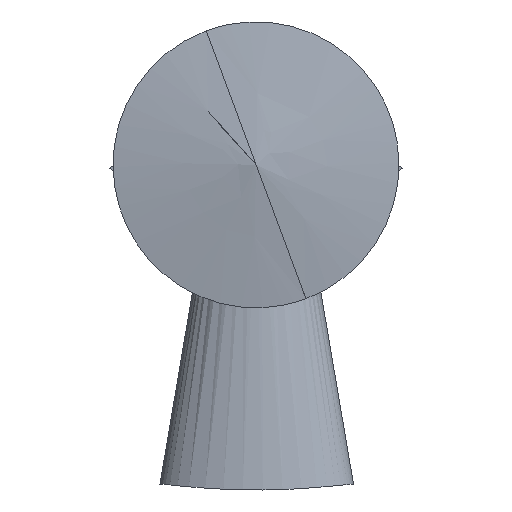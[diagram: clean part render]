
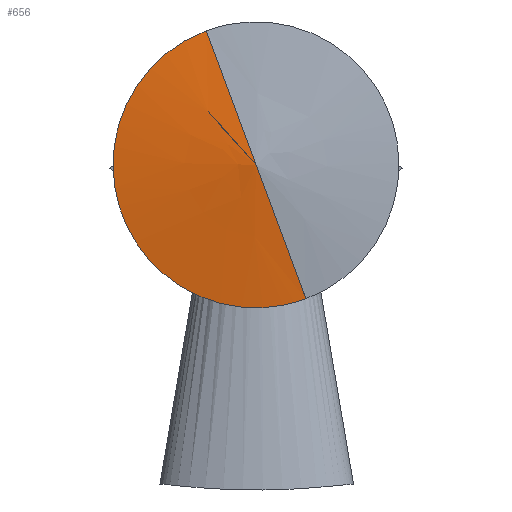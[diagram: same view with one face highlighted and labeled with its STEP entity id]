
A CAD part, top view. The second image highlights one B-rep face of the part: STEP entity #656.
In plain terms, the highlighted free-form (B-spline) face has degree [1, 2] with [2, 5] control points.
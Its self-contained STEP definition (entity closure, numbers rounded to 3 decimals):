
#656=ADVANCED_FACE('',(#1824),#21020,.T.);
#1824=FACE_OUTER_BOUND('',#2996,.T.);
#2996=EDGE_LOOP('',(#4318,#4319,#4320));
#4318=ORIENTED_EDGE('',*,*,#11111,.F.);
#4319=ORIENTED_EDGE('',*,*,#11197,.T.);
#4320=ORIENTED_EDGE('',*,*,#11109,.F.);
#11109=EDGE_CURVE('',#18071,#18072,#17918,.T.);
#11111=EDGE_CURVE('',#18073,#18071,#17920,.T.);
#11197=EDGE_CURVE('',#18073,#18072,#17986,.T.);
#17918=(
BOUNDED_CURVE()
B_SPLINE_CURVE(1,(#22639,#22640),.UNSPECIFIED.,.F.,.F.)
B_SPLINE_CURVE_WITH_KNOTS((2,2),(0.,355.282),.UNSPECIFIED.)
CURVE()
GEOMETRIC_REPRESENTATION_ITEM()
RATIONAL_B_SPLINE_CURVE((1.,1.))
REPRESENTATION_ITEM('')
);
#17920=(
BOUNDED_CURVE()
B_SPLINE_CURVE(1,(#22646,#22647),.UNSPECIFIED.,.F.,.F.)
B_SPLINE_CURVE_WITH_KNOTS((2,2),(-355.282,0.),.UNSPECIFIED.)
CURVE()
GEOMETRIC_REPRESENTATION_ITEM()
RATIONAL_B_SPLINE_CURVE((1.,1.))
REPRESENTATION_ITEM('')
);
#17986=(
BOUNDED_CURVE()
B_SPLINE_CURVE(2,(#22869,#22870,#22871,#22872,#22873),.UNSPECIFIED.,.F.,
 .F.)
B_SPLINE_CURVE_WITH_KNOTS((3,2,3),(0.,500.,1000.),
 .UNSPECIFIED.)
CURVE()
GEOMETRIC_REPRESENTATION_ITEM()
RATIONAL_B_SPLINE_CURVE((1.,0.707,1.,0.707,1.))
REPRESENTATION_ITEM('')
);
#18071=VERTEX_POINT('',#22581);
#18072=VERTEX_POINT('',#22582);
#18073=VERTEX_POINT('',#22583);
#21020=(
BOUNDED_SURFACE()
B_SPLINE_SURFACE(1,2,((#22489,#22490,#22491,#22492,#22493),(#22494,#22495,
#22496,#22497,#22498)),.UNSPECIFIED.,.F.,.F.,.F.)
B_SPLINE_SURFACE_WITH_KNOTS((2,2),(3,2,3),(0.,355.282),(0.,500.,
1000.),.UNSPECIFIED.)
GEOMETRIC_REPRESENTATION_ITEM()
RATIONAL_B_SPLINE_SURFACE(((1.,0.707,1.,0.707,1.),
(1.,0.707,1.,0.707,1.)))
REPRESENTATION_ITEM('')
SURFACE()
);
#22489=CARTESIAN_POINT('',(0.,0.,
3492.002));
#22490=CARTESIAN_POINT('',(0.,0.,
3492.002));
#22491=CARTESIAN_POINT('',(0.,0.,
3492.002));
#22492=CARTESIAN_POINT('',(0.,0.,
3492.002));
#22493=CARTESIAN_POINT('',(0.,0.,
3492.002));
#22494=CARTESIAN_POINT('',(-87.169,234.311,3457.002));
#22495=CARTESIAN_POINT('',(-321.48,147.142,3457.002));
#22496=CARTESIAN_POINT('',(-234.311,-87.169,3457.002));
#22497=CARTESIAN_POINT('',(-147.142,-321.48,3457.002));
#22498=CARTESIAN_POINT('',(87.169,-234.311,3457.002));
#22581=CARTESIAN_POINT('',(0.,0.,
3492.002));
#22582=CARTESIAN_POINT('',(87.169,-234.311,3457.002));
#22583=CARTESIAN_POINT('',(-87.169,234.311,3457.002));
#22639=CARTESIAN_POINT('',(0.,0.,
3492.002));
#22640=CARTESIAN_POINT('',(87.169,-234.311,3457.002));
#22646=CARTESIAN_POINT('',(-87.169,234.311,3457.002));
#22647=CARTESIAN_POINT('',(0.,0.,
3492.002));
#22869=CARTESIAN_POINT('',(-87.169,234.311,3457.002));
#22870=CARTESIAN_POINT('',(-321.48,147.142,3457.002));
#22871=CARTESIAN_POINT('',(-234.311,-87.169,3457.002));
#22872=CARTESIAN_POINT('',(-147.142,-321.48,3457.002));
#22873=CARTESIAN_POINT('',(87.169,-234.311,3457.002));
